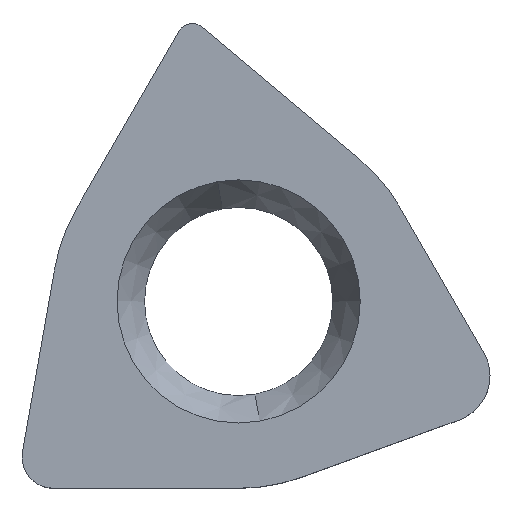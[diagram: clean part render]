
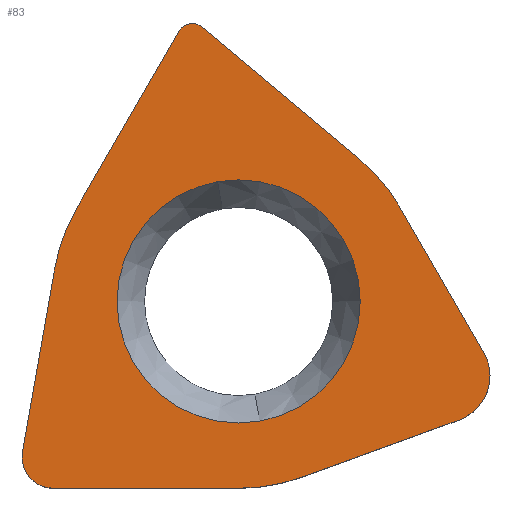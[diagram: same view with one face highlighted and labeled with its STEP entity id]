
A CAD part, top view. The second image highlights one B-rep face of the part: STEP entity #83.
In plain terms, the highlighted planar face has unit normal (0, 0, 1).
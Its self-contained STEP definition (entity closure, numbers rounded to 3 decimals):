
#83=ADVANCED_FACE('',(#128,#129),#114,.T.);
#114=PLANE('',#575);
#128=FACE_BOUND('',#132,.T.);
#129=FACE_BOUND('',#133,.T.);
#132=EDGE_LOOP('',(#189,#190,#191,#192,#193,#194,#195,#196,#197,#198,#199,
#200));
#133=EDGE_LOOP('',(#201,#202));
#165=CIRCLE('',#567,4.763);
#166=CIRCLE('',#568,0.8);
#167=CIRCLE('',#569,4.763);
#168=CIRCLE('',#570,1.2);
#169=CIRCLE('',#571,4.763);
#170=CIRCLE('',#572,0.4);
#171=CIRCLE('',#573,3.1);
#172=CIRCLE('',#574,3.1);
#189=ORIENTED_EDGE('',*,*,#379,.T.);
#190=ORIENTED_EDGE('',*,*,#380,.T.);
#191=ORIENTED_EDGE('',*,*,#381,.T.);
#192=ORIENTED_EDGE('',*,*,#382,.T.);
#193=ORIENTED_EDGE('',*,*,#383,.T.);
#194=ORIENTED_EDGE('',*,*,#384,.T.);
#195=ORIENTED_EDGE('',*,*,#385,.T.);
#196=ORIENTED_EDGE('',*,*,#386,.T.);
#197=ORIENTED_EDGE('',*,*,#387,.T.);
#198=ORIENTED_EDGE('',*,*,#388,.T.);
#199=ORIENTED_EDGE('',*,*,#389,.T.);
#200=ORIENTED_EDGE('',*,*,#390,.T.);
#201=ORIENTED_EDGE('',*,*,#391,.F.);
#202=ORIENTED_EDGE('',*,*,#392,.F.);
#335=VERTEX_POINT('',#796);
#336=VERTEX_POINT('',#797);
#337=VERTEX_POINT('',#799);
#338=VERTEX_POINT('',#801);
#339=VERTEX_POINT('',#803);
#340=VERTEX_POINT('',#805);
#341=VERTEX_POINT('',#807);
#342=VERTEX_POINT('',#809);
#343=VERTEX_POINT('',#811);
#344=VERTEX_POINT('',#813);
#345=VERTEX_POINT('',#815);
#346=VERTEX_POINT('',#817);
#347=VERTEX_POINT('',#820);
#348=VERTEX_POINT('',#821);
#379=EDGE_CURVE('',#335,#336,#452,.T.);
#380=EDGE_CURVE('',#336,#337,#165,.T.);
#381=EDGE_CURVE('',#337,#338,#453,.T.);
#382=EDGE_CURVE('',#338,#339,#166,.T.);
#383=EDGE_CURVE('',#339,#340,#454,.T.);
#384=EDGE_CURVE('',#340,#341,#167,.T.);
#385=EDGE_CURVE('',#341,#342,#455,.T.);
#386=EDGE_CURVE('',#342,#343,#168,.T.);
#387=EDGE_CURVE('',#343,#344,#456,.T.);
#388=EDGE_CURVE('',#344,#345,#169,.T.);
#389=EDGE_CURVE('',#345,#346,#457,.T.);
#390=EDGE_CURVE('',#346,#335,#170,.T.);
#391=EDGE_CURVE('',#347,#348,#171,.T.);
#392=EDGE_CURVE('',#348,#347,#172,.T.);
#452=LINE('',#795,#499);
#453=LINE('',#800,#500);
#454=LINE('',#804,#501);
#455=LINE('',#808,#502);
#456=LINE('',#812,#503);
#457=LINE('',#816,#504);
#499=VECTOR('',#630,1.);
#500=VECTOR('',#633,1.);
#501=VECTOR('',#636,1.);
#502=VECTOR('',#639,1.);
#503=VECTOR('',#642,1.);
#504=VECTOR('',#645,1.);
#567=AXIS2_PLACEMENT_3D('',#798,#631,#632);
#568=AXIS2_PLACEMENT_3D('',#802,#634,#635);
#569=AXIS2_PLACEMENT_3D('',#806,#637,#638);
#570=AXIS2_PLACEMENT_3D('',#810,#640,#641);
#571=AXIS2_PLACEMENT_3D('',#814,#643,#644);
#572=AXIS2_PLACEMENT_3D('',#818,#646,#647);
#573=AXIS2_PLACEMENT_3D('',#819,#648,#649);
#574=AXIS2_PLACEMENT_3D('',#822,#650,#651);
#575=AXIS2_PLACEMENT_3D('',#823,#652,#653);
#630=DIRECTION('',(-0.5,-0.866,0.));
#631=DIRECTION('',(0.,0.,1.));
#632=DIRECTION('',(-0.866,0.5,0.));
#633=DIRECTION('',(-0.174,-0.985,0.));
#634=DIRECTION('',(0.,0.,1.));
#635=DIRECTION('',(-0.985,0.174,0.));
#636=DIRECTION('',(1.,0.,0.));
#637=DIRECTION('',(0.,0.,1.));
#638=DIRECTION('',(0.,-1.,0.));
#639=DIRECTION('',(0.94,0.342,0.));
#640=DIRECTION('',(0.,0.,1.));
#641=DIRECTION('',(0.342,-0.94,0.));
#642=DIRECTION('',(-0.5,0.866,0.));
#643=DIRECTION('',(0.,0.,1.));
#644=DIRECTION('',(0.866,0.5,0.));
#645=DIRECTION('',(-0.766,0.643,0.));
#646=DIRECTION('',(0.,0.,1.));
#647=DIRECTION('',(0.643,0.766,0.));
#648=DIRECTION('',(0.,0.,1.));
#649=DIRECTION('',(-0.174,0.985,0.));
#650=DIRECTION('',(0.,0.,1.));
#651=DIRECTION('',(0.174,-0.985,0.));
#652=DIRECTION('',(0.,0.,1.));
#653=DIRECTION('',(-0.985,-0.174,0.));
#795=CARTESIAN_POINT('',(-1.525,6.884,0.));
#796=CARTESIAN_POINT('',(-1.525,6.884,0.));
#797=CARTESIAN_POINT('',(-4.124,2.381,0.));
#798=CARTESIAN_POINT('',(0.,0.,0.));
#799=CARTESIAN_POINT('',(-4.69,0.827,0.));
#800=CARTESIAN_POINT('',(-4.69,0.827,0.));
#801=CARTESIAN_POINT('',(-5.51,-3.824,0.));
#802=CARTESIAN_POINT('',(-4.722,-3.963,0.));
#803=CARTESIAN_POINT('',(-4.722,-4.763,0.));
#804=CARTESIAN_POINT('',(-4.722,-4.763,0.));
#805=CARTESIAN_POINT('',(0.,-4.763,0.));
#806=CARTESIAN_POINT('',(0.,0.,0.));
#807=CARTESIAN_POINT('',(1.629,-4.475,0.));
#808=CARTESIAN_POINT('',(1.629,-4.475,0.));
#809=CARTESIAN_POINT('',(5.618,-3.023,0.));
#810=CARTESIAN_POINT('',(5.208,-1.896,0.));
#811=CARTESIAN_POINT('',(6.247,-1.296,0.));
#812=CARTESIAN_POINT('',(6.247,-1.296,0.));
#813=CARTESIAN_POINT('',(4.124,2.381,0.));
#814=CARTESIAN_POINT('',(0.,0.,0.));
#815=CARTESIAN_POINT('',(3.061,3.648,0.));
#816=CARTESIAN_POINT('',(3.061,3.648,0.));
#817=CARTESIAN_POINT('',(-0.921,6.99,0.));
#818=CARTESIAN_POINT('',(-1.179,6.684,0.));
#819=CARTESIAN_POINT('',(0.,0.,0.));
#820=CARTESIAN_POINT('',(-0.538,3.053,0.));
#821=CARTESIAN_POINT('',(0.538,-3.053,0.));
#822=CARTESIAN_POINT('',(0.,0.,0.));
#823=CARTESIAN_POINT('',(0.,0.,0.));
